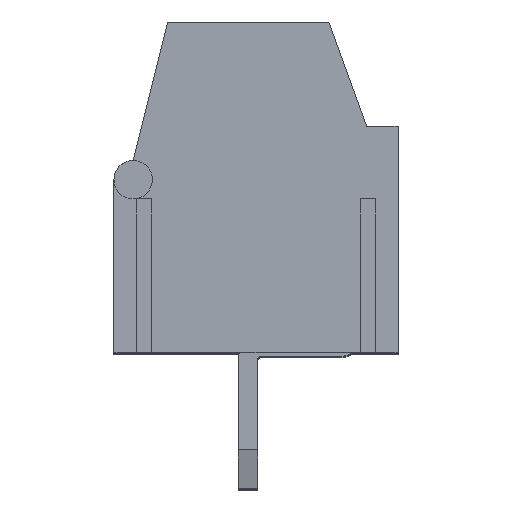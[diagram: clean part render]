
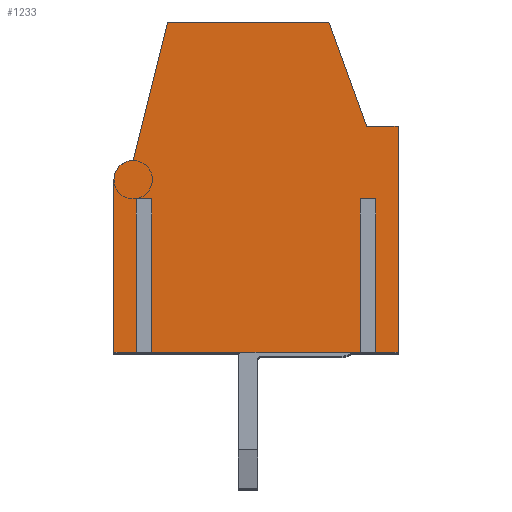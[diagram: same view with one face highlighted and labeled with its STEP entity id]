
A CAD part, top view. The second image highlights one B-rep face of the part: STEP entity #1233.
In plain terms, the highlighted planar face has unit normal (0, 0, 1).
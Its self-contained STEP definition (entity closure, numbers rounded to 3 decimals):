
#54=PLANE('',#14986);
#1233=ADVANCED_FACE('',(#2052),#54,.T.);
#2052=FACE_OUTER_BOUND('',#2873,.T.);
#2873=EDGE_LOOP('',(#3820,#3821,#3822,#3823,#3824,#3825,#3826,#3827,#3828,
#3829,#3830,#3831,#3832,#3833,#3834,#3835));
#3820=ORIENTED_EDGE('',*,*,#8298,.T.);
#3821=ORIENTED_EDGE('',*,*,#8305,.T.);
#3822=ORIENTED_EDGE('',*,*,#8215,.T.);
#3823=ORIENTED_EDGE('',*,*,#8213,.T.);
#3824=ORIENTED_EDGE('',*,*,#8223,.T.);
#3825=ORIENTED_EDGE('',*,*,#8304,.T.);
#3826=ORIENTED_EDGE('',*,*,#8263,.T.);
#3827=ORIENTED_EDGE('',*,*,#8266,.T.);
#3828=ORIENTED_EDGE('',*,*,#8269,.T.);
#3829=ORIENTED_EDGE('',*,*,#8286,.T.);
#3830=ORIENTED_EDGE('',*,*,#8289,.T.);
#3831=ORIENTED_EDGE('',*,*,#8302,.F.);
#3832=ORIENTED_EDGE('',*,*,#8303,.F.);
#3833=ORIENTED_EDGE('',*,*,#8306,.T.);
#3834=ORIENTED_EDGE('',*,*,#8291,.T.);
#3835=ORIENTED_EDGE('',*,*,#8301,.T.);
#8213=EDGE_CURVE('',#13181,#13182,#10694,.T.);
#8215=EDGE_CURVE('',#13185,#13181,#10696,.T.);
#8223=EDGE_CURVE('',#13182,#13188,#10704,.T.);
#8263=EDGE_CURVE('',#13219,#13220,#10744,.T.);
#8266=EDGE_CURVE('',#13220,#13222,#10747,.T.);
#8269=EDGE_CURVE('',#13222,#13224,#10750,.T.);
#8286=EDGE_CURVE('',#13224,#13234,#10759,.T.);
#8289=EDGE_CURVE('',#13234,#13235,#10762,.T.);
#8291=EDGE_CURVE('',#13238,#13239,#10764,.T.);
#8298=EDGE_CURVE('',#13244,#13243,#10771,.T.);
#8301=EDGE_CURVE('',#13239,#13244,#10774,.T.);
#8302=EDGE_CURVE('',#13245,#13235,#12933,.T.);
#8303=EDGE_CURVE('',#13246,#13245,#10775,.T.);
#8304=EDGE_CURVE('',#13188,#13219,#10776,.T.);
#8305=EDGE_CURVE('',#13243,#13185,#10777,.T.);
#8306=EDGE_CURVE('',#13246,#13238,#10778,.T.);
#10694=B_SPLINE_CURVE_WITH_KNOTS('',1,(#16680,#16681),.UNSPECIFIED.,.F.,
 .F.,(2,2),(0.,0.4),.UNSPECIFIED.);
#10696=B_SPLINE_CURVE_WITH_KNOTS('',1,(#16684,#16685),.UNSPECIFIED.,.F.,
 .F.,(2,2),(0.,4.),.UNSPECIFIED.);
#10704=B_SPLINE_CURVE_WITH_KNOTS('',1,(#16700,#16701),.UNSPECIFIED.,.F.,
 .F.,(2,2),(-4.,0.),.UNSPECIFIED.);
#10744=B_SPLINE_CURVE_WITH_KNOTS('',1,(#16780,#16781),.UNSPECIFIED.,.F.,
 .F.,(2,2),(0.,5.9),.UNSPECIFIED.);
#10747=B_SPLINE_CURVE_WITH_KNOTS('',1,(#16786,#16787),.UNSPECIFIED.,.F.,
 .F.,(2,2),(0.,0.814),.UNSPECIFIED.);
#10750=B_SPLINE_CURVE_WITH_KNOTS('',1,(#16792,#16793),.UNSPECIFIED.,.F.,
 .F.,(2,2),(-2.884,0.),.UNSPECIFIED.);
#10759=B_SPLINE_CURVE_WITH_KNOTS('',1,(#16850,#16851),.UNSPECIFIED.,.F.,
 .F.,(2,2),(-4.2,0.),.UNSPECIFIED.);
#10762=B_SPLINE_CURVE_WITH_KNOTS('',1,(#16856,#16857),.UNSPECIFIED.,.F.,
 .F.,(2,2),(-3.72,0.),.UNSPECIFIED.);
#10764=B_SPLINE_CURVE_WITH_KNOTS('',1,(#16860,#16861),.UNSPECIFIED.,.F.,
 .F.,(2,2),(0.,4.),.UNSPECIFIED.);
#10771=B_SPLINE_CURVE_WITH_KNOTS('',1,(#16874,#16875),.UNSPECIFIED.,.F.,
 .F.,(2,2),(-4.,0.),.UNSPECIFIED.);
#10774=B_SPLINE_CURVE_WITH_KNOTS('',1,(#16880,#16881),.UNSPECIFIED.,.F.,
 .F.,(2,2),(0.,0.4),.UNSPECIFIED.);
#10775=B_SPLINE_CURVE_WITH_KNOTS('',1,(#16885,#16886),.UNSPECIFIED.,.F.,
 .F.,(2,2),(0.,4.5),.UNSPECIFIED.);
#10776=B_SPLINE_CURVE_WITH_KNOTS('',1,(#16887,#16888),.UNSPECIFIED.,.F.,
 .F.,(2,2),(0.,0.58),.UNSPECIFIED.);
#10777=B_SPLINE_CURVE_WITH_KNOTS('',1,(#16889,#16890),.UNSPECIFIED.,.F.,
 .F.,(2,2),(0.,5.44),.UNSPECIFIED.);
#10778=B_SPLINE_CURVE_WITH_KNOTS('',1,(#16891,#16892),.UNSPECIFIED.,.F.,
 .F.,(2,2),(0.,0.58),.UNSPECIFIED.);
#12933=(
BOUNDED_CURVE()
B_SPLINE_CURVE(2,(#16882,#16883,#16884),.UNSPECIFIED.,.F.,.F.)
B_SPLINE_CURVE_WITH_KNOTS((3,3),(-0.785,0.),.UNSPECIFIED.)
CURVE()
GEOMETRIC_REPRESENTATION_ITEM()
RATIONAL_B_SPLINE_CURVE((1.,0.707,1.))
REPRESENTATION_ITEM('')
);
#13181=VERTEX_POINT('',#16592);
#13182=VERTEX_POINT('',#16593);
#13185=VERTEX_POINT('',#16596);
#13188=VERTEX_POINT('',#16599);
#13219=VERTEX_POINT('',#16630);
#13220=VERTEX_POINT('',#16631);
#13222=VERTEX_POINT('',#16633);
#13224=VERTEX_POINT('',#16635);
#13234=VERTEX_POINT('',#16645);
#13235=VERTEX_POINT('',#16646);
#13238=VERTEX_POINT('',#16649);
#13239=VERTEX_POINT('',#16650);
#13243=VERTEX_POINT('',#16654);
#13244=VERTEX_POINT('',#16655);
#13245=VERTEX_POINT('',#16656);
#13246=VERTEX_POINT('',#16657);
#14986=AXIS2_PLACEMENT_3D('',#16562,#15696,$);
#15696=DIRECTION('',(0.,0.,1.));
#16562=CARTESIAN_POINT('',(-4.234,-0.862,22.75));
#16592=CARTESIAN_POINT('',(2.927,4.,22.75));
#16593=CARTESIAN_POINT('',(3.327,4.,22.75));
#16596=CARTESIAN_POINT('',(2.927,0.,22.75));
#16599=CARTESIAN_POINT('',(3.327,0.,22.75));
#16630=CARTESIAN_POINT('',(3.907,0.,22.75));
#16631=CARTESIAN_POINT('',(3.907,5.9,22.75));
#16633=CARTESIAN_POINT('',(3.093,5.9,22.75));
#16635=CARTESIAN_POINT('',(2.107,8.61,22.75));
#16645=CARTESIAN_POINT('',(-2.093,8.61,22.75));
#16646=CARTESIAN_POINT('',(-2.993,5.,22.75));
#16649=CARTESIAN_POINT('',(-2.913,0.,22.75));
#16650=CARTESIAN_POINT('',(-2.913,4.,22.75));
#16654=CARTESIAN_POINT('',(-2.513,0.,22.75));
#16655=CARTESIAN_POINT('',(-2.513,4.,22.75));
#16656=CARTESIAN_POINT('',(-3.493,4.5,22.75));
#16657=CARTESIAN_POINT('',(-3.493,0.,22.75));
#16680=CARTESIAN_POINT('',(2.927,4.,22.75));
#16681=CARTESIAN_POINT('',(3.327,4.,22.75));
#16684=CARTESIAN_POINT('',(2.927,0.,22.75));
#16685=CARTESIAN_POINT('',(2.927,4.,22.75));
#16700=CARTESIAN_POINT('',(3.327,4.,22.75));
#16701=CARTESIAN_POINT('',(3.327,0.,22.75));
#16780=CARTESIAN_POINT('',(3.907,0.,22.75));
#16781=CARTESIAN_POINT('',(3.907,5.9,22.75));
#16786=CARTESIAN_POINT('',(3.907,5.9,22.75));
#16787=CARTESIAN_POINT('',(3.093,5.9,22.75));
#16792=CARTESIAN_POINT('',(3.093,5.9,22.75));
#16793=CARTESIAN_POINT('',(2.107,8.61,22.75));
#16850=CARTESIAN_POINT('',(2.107,8.61,22.75));
#16851=CARTESIAN_POINT('',(-2.093,8.61,22.75));
#16856=CARTESIAN_POINT('',(-2.093,8.61,22.75));
#16857=CARTESIAN_POINT('',(-2.993,5.,22.75));
#16860=CARTESIAN_POINT('',(-2.913,0.,22.75));
#16861=CARTESIAN_POINT('',(-2.913,4.,22.75));
#16874=CARTESIAN_POINT('',(-2.513,4.,22.75));
#16875=CARTESIAN_POINT('',(-2.513,0.,22.75));
#16880=CARTESIAN_POINT('',(-2.913,4.,22.75));
#16881=CARTESIAN_POINT('',(-2.513,4.,22.75));
#16882=CARTESIAN_POINT('',(-3.493,4.5,22.75));
#16883=CARTESIAN_POINT('',(-3.493,5.,22.75));
#16884=CARTESIAN_POINT('',(-2.993,5.,22.75));
#16885=CARTESIAN_POINT('',(-3.493,0.,22.75));
#16886=CARTESIAN_POINT('',(-3.493,4.5,22.75));
#16887=CARTESIAN_POINT('',(3.327,0.,22.75));
#16888=CARTESIAN_POINT('',(3.907,0.,22.75));
#16889=CARTESIAN_POINT('',(-2.513,0.,22.75));
#16890=CARTESIAN_POINT('',(2.927,0.,22.75));
#16891=CARTESIAN_POINT('',(-3.493,0.,22.75));
#16892=CARTESIAN_POINT('',(-2.913,0.,22.75));
